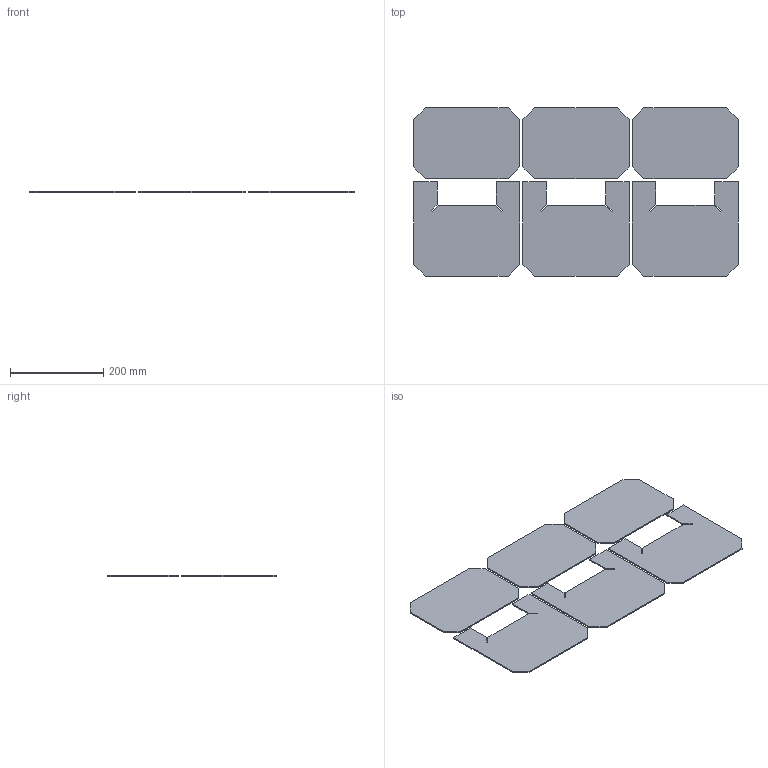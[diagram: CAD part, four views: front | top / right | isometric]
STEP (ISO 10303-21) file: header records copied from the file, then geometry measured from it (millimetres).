
FILE_DESCRIPTION(/* description */ (''),/* implementation_level */ '2;1');
FILE_NAME(/* name */ 'Front Flap v19.step',/* time_stamp */ '2024-11-06T12:01:02-05:00',/* author */ (''),/* organization */ (''),/* preprocessor_version */ 'ST-DEVELOPER v20',/* originating_system */ 'Autodesk Translation Framework v13.20.0.188',/* authorisation */ '');
FILE_SCHEMA (('AUTOMOTIVE_DESIGN { 1 0 10303 214 3 1 1 }'));
Length unit declared in the file: inch
Products named in the file (1): Front Flap
Bounding box: 698.5 x 361.95 x 2.54 mm (x, y, z)
Surface area: 737631.3 mm2
Topology: 10 solids, 10 shells, 132 faces, 336 edges, 224 vertices
Faces by surface type: plane 132
Entity records: 3926 total; most frequent: CARTESIAN_POINT 693, ORIENTED_EDGE 672, DIRECTION 602, LINE 336, VECTOR 336, EDGE_CURVE 336, VERTEX_POINT 224, AXIS2_PLACEMENT_3D 133
